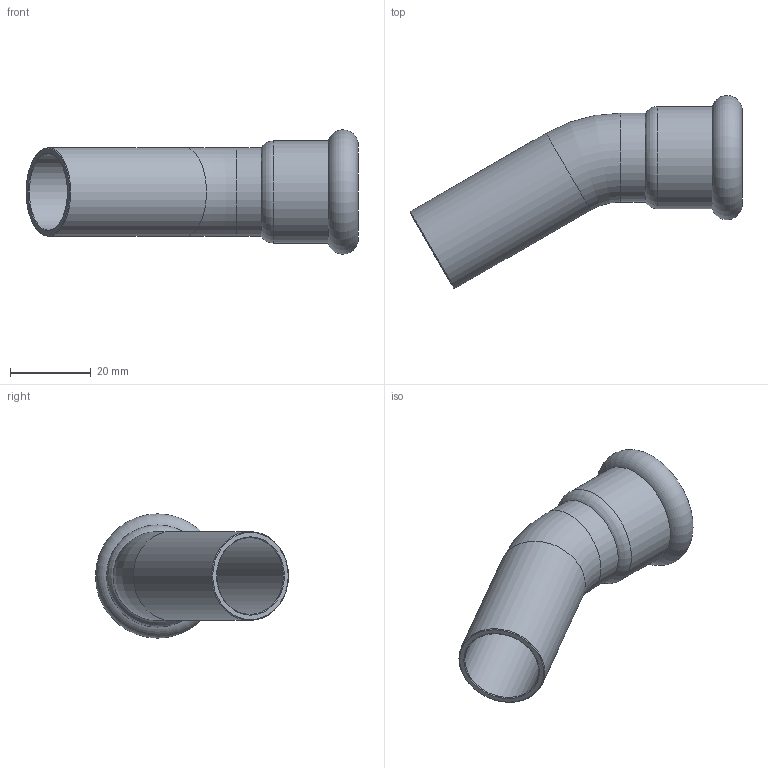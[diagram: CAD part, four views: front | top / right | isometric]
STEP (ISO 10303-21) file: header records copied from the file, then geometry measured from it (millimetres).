
FILE_DESCRIPTION(/* description */ ('Curva 30° MF De22'),/* implementation_level */ '2;1');
FILE_NAME(/* name */ '181022301_Inoxpres.stp',/* time_stamp */ '2022-10-10T16:28:45+02:00',/* author */ ('Vault'),/* organization */ ('Raccorderie metalliche s.p.a. '),/* preprocessor_version */ 'ST-DEVELOPER v18.1',/* originating_system */ 'Autodesk Inventor 2020',/* authorisation */ 'Raccorderie metalliche s.p.a. ');
FILE_SCHEMA (('AP203_CONFIGURATION_CONTROLLED_3D_DESIGN_OF_MECHANICAL_PARTS_AND_ASSEMBLIES_MIM_LF { 1 0 10303 203 3 1 4 }','AUTOMOTIVE_DESIGN { 1 0 10303 214 3 1 1 }'));
Length unit declared in the file: millimetre
Products named in the file (1): 181022301_Inoxpres
Bounding box: 82.24 x 47.82 x 30.79 mm (x, y, z)
Volume: 9577.2 mm3; surface area: 11676.8 mm2
Topology: 1 solids, 1 shells, 19 faces, 65 edges, 47 vertices
Faces by surface type: cylinder 8, torus 7, cone 3, plane 1
Full cylindrical faces by diameter (mm): 19 x2, 22 x2, 22.3 x1, 22.9 x2, 25.3 x1
Entity records: 806 total; most frequent: DIRECTION 159, CARTESIAN_POINT 132, ORIENTED_EDGE 130, AXIS2_PLACEMENT_3D 74, EDGE_CURVE 65, CIRCLE 54, VERTEX_POINT 47, EDGE_LOOP 20
